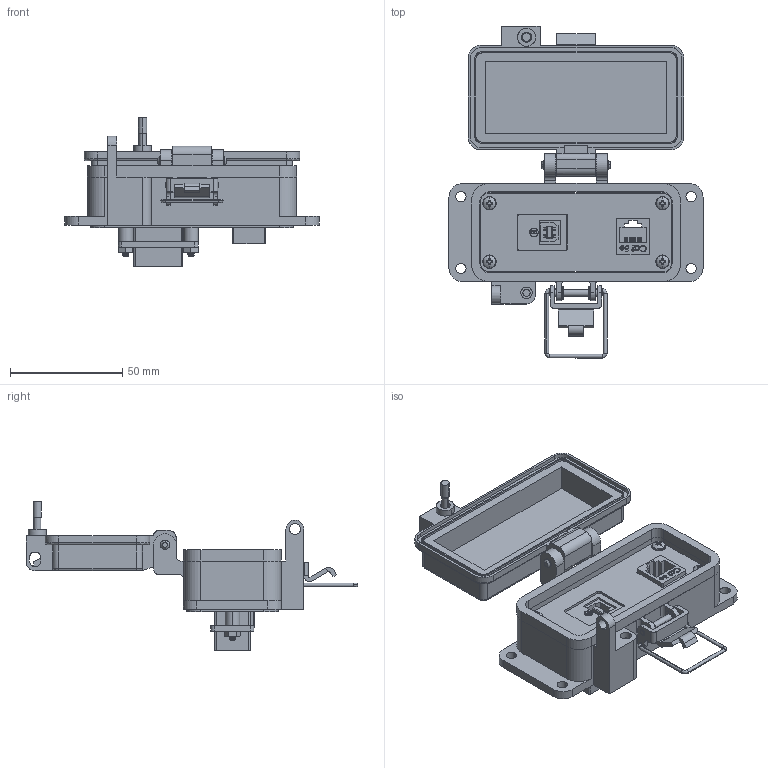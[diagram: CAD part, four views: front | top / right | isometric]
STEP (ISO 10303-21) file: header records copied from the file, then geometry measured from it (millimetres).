
FILE_DESCRIPTION (( 'STEP AP214' ), '1' );
FILE_NAME ('P-Q51R2-F3RX_3D.STEP', '2017-09-15T17:08:52', ( '' ), ( '' ), 'SwSTEP 2.0', 'SolidWorks 2017', '' );
FILE_SCHEMA (( 'AUTOMOTIVE_DESIGN' ));
Length unit declared in the file: millimetre
Products named in the file (14): P-Q51R2-F3RX_3D; 92005A124_METRIC PAN HEAD PHILLIPS MACHINE SCREW_92005A124; Z-H-F3; R2; Z-300-RJ45CAT5; P-Q51R2-F3RX_FP; 90480A005_LOW-STRENGTH STEEL HEX NUT_90480A005; 90273A117_ZINC-PLATED STL FLAT HEAD PHIL MACHINE SCREW_90273A117; 19mm Spacer; Q51; Z-300-USB-AB-FF; 90272A106_ZINC-PLTD STL PAN HEAD PHILLIPS MACHINE SCREW_90272A106; P-Q51R2-F3RX_TP; P-Q51R2-F3RX_BP
Assembly tree (20 placements, depth 3):
  P-Q51R2-F3RX_3D
    P-Q51R2-F3RX_BP
    P-Q51R2-F3RX_TP
    90272A106_ZINC-PLTD STL PAN HEAD PHILLIPS MACHINE SCREW_90272A106  x2
    Q51
      Z-300-USB-AB-FF
    19mm Spacer  x2
    90273A117_ZINC-PLATED STL FLAT HEAD PHIL MACHINE SCREW_90273A117  x2
    90480A005_LOW-STRENGTH STEEL HEX NUT_90480A005  x2
    P-Q51R2-F3RX_FP
    R2
      Z-300-RJ45CAT5
    Z-H-F3
    92005A124_METRIC PAN HEAD PHILLIPS MACHINE SCREW_92005A124  x4
Bounding box: 113 x 147.61 x 66.16 mm (x, y, z)
Volume: 100863.8 mm3; surface area: 77615.9 mm2
Topology: 27 solids, 27 shells, 2639 faces, 7415 edges, 4904 vertices
Faces by surface type: cylinder 1429, plane 823, bspline 217, cone 134, torus 24, sphere 12
Entity records: 74236 total; most frequent: CARTESIAN_POINT 28922, ORIENTED_EDGE 9536, DIRECTION 7237, EDGE_CURVE 4768, VERTEX_POINT 3155, LINE 2635, VECTOR 2635, AXIS2_PLACEMENT_3D 2301
